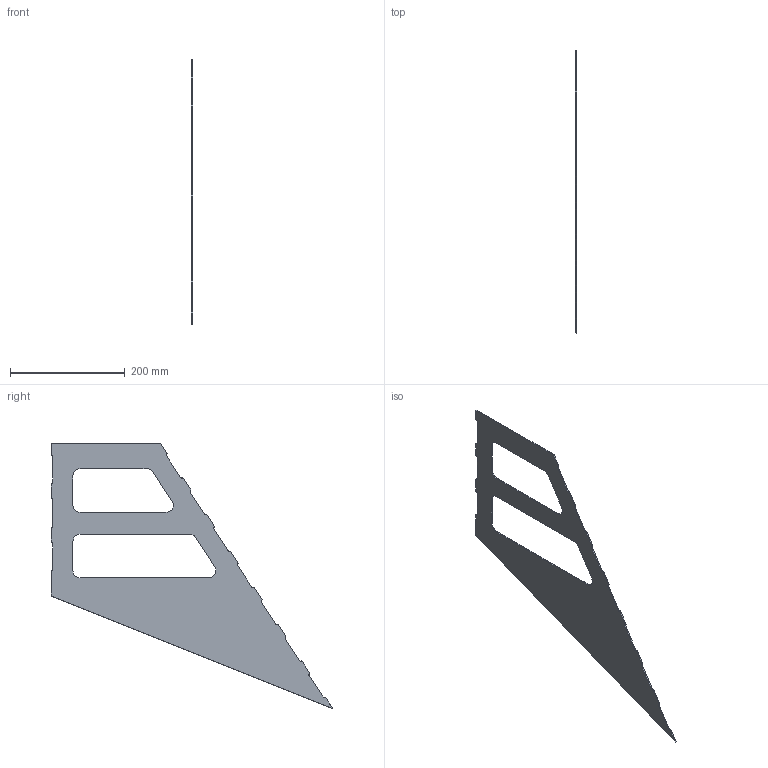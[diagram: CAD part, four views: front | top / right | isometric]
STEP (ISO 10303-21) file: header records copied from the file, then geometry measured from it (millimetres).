
FILE_DESCRIPTION (( 'STEP AP214' ), '1' );
FILE_NAME ('D1002849-v3.STEP', '2013-02-22T18:12:24', ( 'ligo' ), ( 'Microsoft' ), 'SwSTEP 2.0', 'SolidWorks 2013', '' );
FILE_SCHEMA (( 'AUTOMOTIVE_DESIGN' ));
Length unit declared in the file: inch
Products named in the file (1): D1002849-v3
Bounding box: 1.91 x 491.81 x 463.33 mm (x, y, z)
Volume: 149472.5 mm3; surface area: 161969.4 mm2
Topology: 1 solids, 1 shells, 69 faces, 201 edges, 134 vertices
Faces by surface type: cylinder 35, plane 34
Entity records: 2353 total; most frequent: DIRECTION 411, CARTESIAN_POINT 405, ORIENTED_EDGE 402, EDGE_CURVE 201, AXIS2_PLACEMENT_3D 140, VERTEX_POINT 134, VECTOR 131, LINE 131
